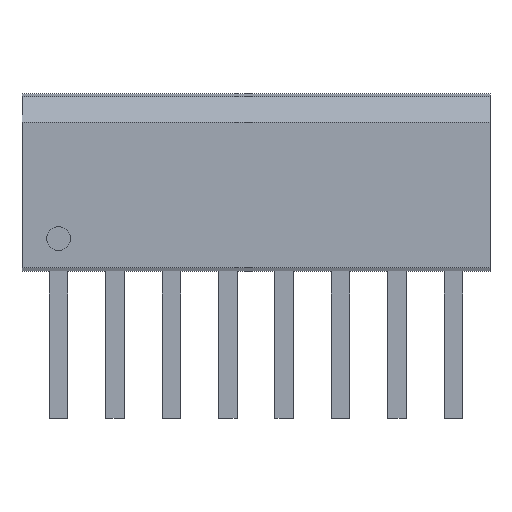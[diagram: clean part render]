
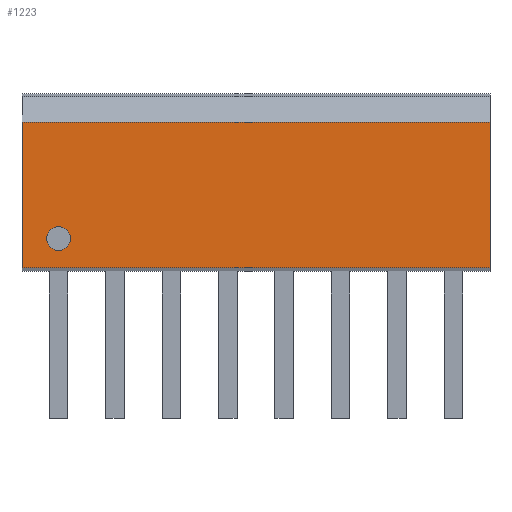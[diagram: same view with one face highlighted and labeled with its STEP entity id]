
A CAD part, top view. The second image highlights one B-rep face of the part: STEP entity #1223.
In plain terms, the highlighted planar face has unit normal (0, 0, 1).
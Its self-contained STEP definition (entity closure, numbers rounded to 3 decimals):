
#4 = DIRECTION ( 'NONE',  ( 0., -1., 0. ) ) ;
#48 = CARTESIAN_POINT ( 'NONE',  ( 5.271, 0.07, 0.775 ) ) ;
#54 = EDGE_CURVE ( 'NONE', #1184, #1593, #1270, .T. ) ;
#94 = VERTEX_POINT ( 'NONE', #1495 ) ;
#96 = AXIS2_PLACEMENT_3D ( 'NONE', #548, #1688, #1556 ) ;
#141 = DIRECTION ( 'NONE',  ( 0., 0., 1. ) ) ;
#154 = ORIENTED_EDGE ( 'NONE', *, *, #54, .F. ) ;
#195 = VERTEX_POINT ( 'NONE', #769 ) ;
#198 = CARTESIAN_POINT ( 'NONE',  ( -5.271, 0.07, 0.775 ) ) ;
#210 = LINE ( 'NONE', #1218, #1446 ) ;
#299 = AXIS2_PLACEMENT_3D ( 'NONE', #48, #1730, #1742 ) ;
#344 = FACE_OUTER_BOUND ( 'NONE', #1183, .T. ) ;
#355 = CIRCLE ( 'NONE', #96, 0.269 ) ;
#364 = EDGE_CURVE ( 'NONE', #94, #1184, #1290, .T. ) ;
#372 = ORIENTED_EDGE ( 'NONE', *, *, #602, .T. ) ;
#407 = CARTESIAN_POINT ( 'NONE',  ( -4.448, 0.73, 0.775 ) ) ;
#446 = CARTESIAN_POINT ( 'NONE',  ( 5.271, 0.07, 0.775 ) ) ;
#479 = DIRECTION ( 'NONE',  ( -1., 0., 0. ) ) ;
#524 = VERTEX_POINT ( 'NONE', #1789 ) ;
#547 = CARTESIAN_POINT ( 'NONE',  ( 5.271, 0.07, 0.775 ) ) ;
#548 = CARTESIAN_POINT ( 'NONE',  ( -4.448, 0.73, 0.775 ) ) ;
#600 = FACE_BOUND ( 'NONE', #1772, .T. ) ;
#602 = EDGE_CURVE ( 'NONE', #94, #524, #210, .T. ) ;
#648 = ORIENTED_EDGE ( 'NONE', *, *, #829, .F. ) ;
#713 = EDGE_CURVE ( 'NONE', #195, #1001, #355, .T. ) ;
#750 = CARTESIAN_POINT ( 'NONE',  ( -4.179, 0.73, 0.775 ) ) ;
#769 = CARTESIAN_POINT ( 'NONE',  ( -4.716, 0.73, 0.775 ) ) ;
#798 = VECTOR ( 'NONE', #4, 1000. ) ;
#800 = ORIENTED_EDGE ( 'NONE', *, *, #713, .F. ) ;
#813 = ORIENTED_EDGE ( 'NONE', *, *, #364, .F. ) ;
#829 = EDGE_CURVE ( 'NONE', #1001, #195, #1758, .T. ) ;
#907 = CARTESIAN_POINT ( 'NONE',  ( 5.271, 0.07, 0.775 ) ) ;
#910 = LINE ( 'NONE', #1381, #1610 ) ;
#926 = AXIS2_PLACEMENT_3D ( 'NONE', #407, #141, #1105 ) ;
#940 = DIRECTION ( 'NONE',  ( 0., -1., 0. ) ) ;
#970 = VECTOR ( 'NONE', #479, 1000. ) ;
#1001 = VERTEX_POINT ( 'NONE', #750 ) ;
#1105 = DIRECTION ( 'NONE',  ( 1., 0., 0. ) ) ;
#1183 = EDGE_LOOP ( 'NONE', ( #1824, #154, #813, #372 ) ) ;
#1184 = VERTEX_POINT ( 'NONE', #446 ) ;
#1218 = CARTESIAN_POINT ( 'NONE',  ( 5.271, 3.353, 0.775 ) ) ;
#1223 = ADVANCED_FACE ( 'NONE', ( #600, #344 ), #1601, .F. ) ;
#1270 = LINE ( 'NONE', #907, #970 ) ;
#1290 = LINE ( 'NONE', #547, #798 ) ;
#1381 = CARTESIAN_POINT ( 'NONE',  ( -5.271, 0.07, 0.775 ) ) ;
#1382 = DIRECTION ( 'NONE',  ( -1., 0., 0. ) ) ;
#1446 = VECTOR ( 'NONE', #1382, 1000. ) ;
#1495 = CARTESIAN_POINT ( 'NONE',  ( 5.271, 3.353, 0.775 ) ) ;
#1556 = DIRECTION ( 'NONE',  ( 1., 0., 0. ) ) ;
#1593 = VERTEX_POINT ( 'NONE', #198 ) ;
#1601 = PLANE ( 'NONE',  #299 ) ;
#1610 = VECTOR ( 'NONE', #940, 1000. ) ;
#1688 = DIRECTION ( 'NONE',  ( 0., 0., 1. ) ) ;
#1715 = EDGE_CURVE ( 'NONE', #524, #1593, #910, .T. ) ;
#1730 = DIRECTION ( 'NONE',  ( 0., 0., -1. ) ) ;
#1742 = DIRECTION ( 'NONE',  ( 0., 1., 0. ) ) ;
#1758 = CIRCLE ( 'NONE', #926, 0.269 ) ;
#1772 = EDGE_LOOP ( 'NONE', ( #648, #800 ) ) ;
#1789 = CARTESIAN_POINT ( 'NONE',  ( -5.271, 3.353, 0.775 ) ) ;
#1824 = ORIENTED_EDGE ( 'NONE', *, *, #1715, .T. ) ;
